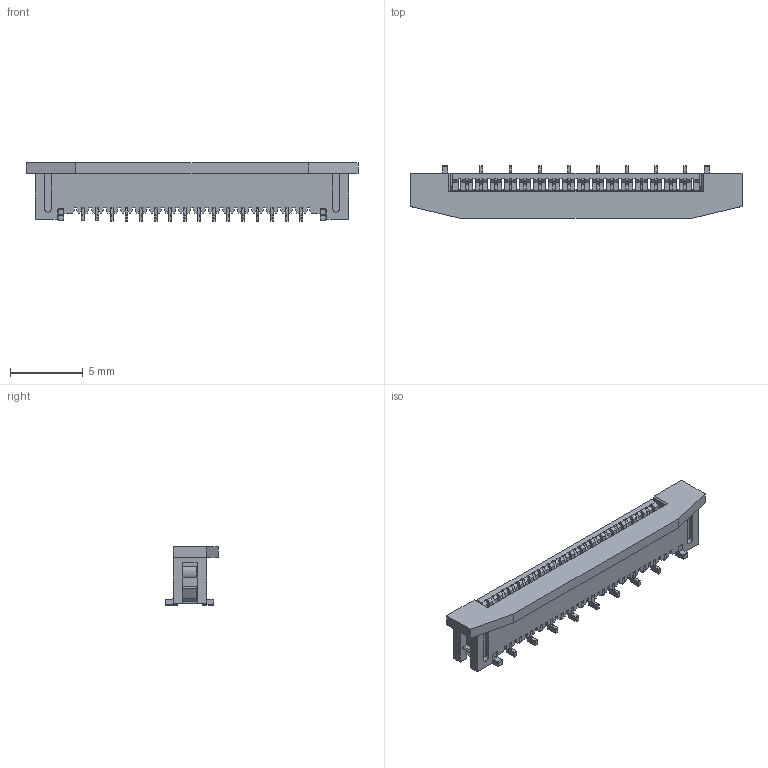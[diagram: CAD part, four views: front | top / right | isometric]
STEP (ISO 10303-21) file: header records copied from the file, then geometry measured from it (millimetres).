
FILE_DESCRIPTION( ( 'Unknown' ), '1' );
FILE_NAME( '686116183822.stp', 'Unknown', ( 'Unknown' ), ( 'Unknown' ), 'PSStep 18.0.17', 'Unknown', ' ' );
FILE_SCHEMA( ( 'AUTOMOTIVE_DESIGN { 1 0 10303 214 1 1 1 1 }' ) );
Length unit declared in the file: millimetre
Products named in the file (6): Assem1; 6861xx183822_Solder pad; 6861xx183822_pin1; 6861xx183822_pin2; 686116183822; 686116183822_Actuator
Assembly tree (20 placements, depth 2):
  Assem1
    6861xx183822_Solder pad  x2
    6861xx183822_pin1  x8
    6861xx183822_pin2  x8
    686116183822
    686116183822_Actuator
Bounding box: 22.8 x 3.6 x 4.03 mm (x, y, z)
Volume: 148.1 mm3; surface area: 870.7 mm2
Topology: 20 solids, 20 shells, 1416 faces, 4508 edges, 3000 vertices
Faces by surface type: plane 1048, cylinder 368
Entity records: 33835 total; most frequent: ORIENTED_EDGE 5170, CARTESIAN_POINT 5069, DIRECTION 4247, EDGE_CURVE 2585, LINE 2455, VECTOR 2455, VERTEX_POINT 1718, AXIS2_PLACEMENT_3D 896
